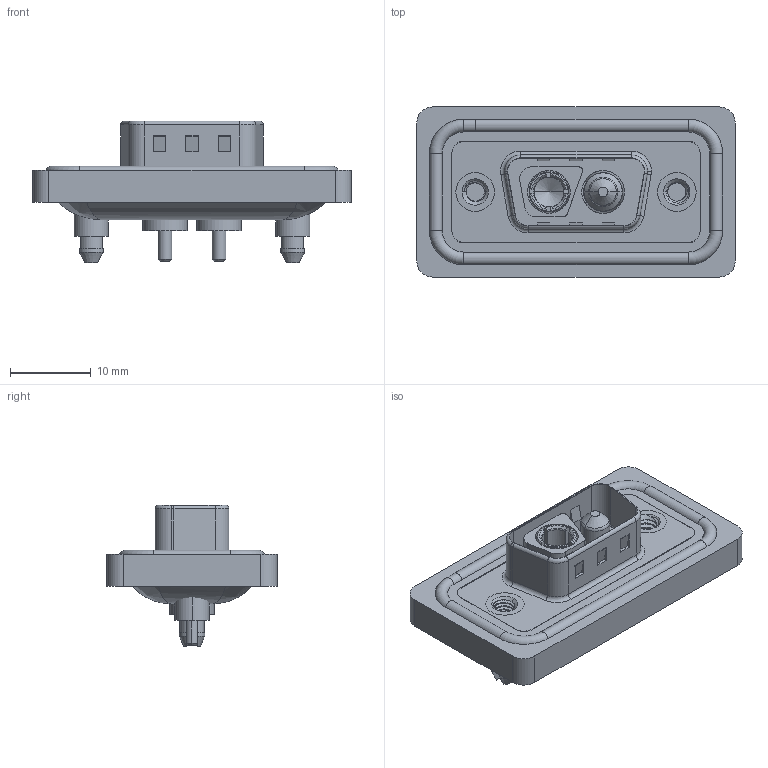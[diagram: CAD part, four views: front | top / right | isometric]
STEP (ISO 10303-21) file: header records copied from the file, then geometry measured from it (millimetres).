
FILE_DESCRIPTION (( 'STEP AP203' ), '1' );
FILE_NAME ('627W2WK2624-1ND.STEP', '2024-03-19T17:14:00', ( '' ), ( '' ), 'SwSTEP 2.0', 'SolidWorks 2023', '' );
FILE_SCHEMA (( 'CONFIG_CONTROL_DESIGN' ));
Length unit declared in the file: millimetre
Products named in the file (9): 627W2WK2624-1ND; 627Combo Shell Front_09 Contacts; Power Pin_10A S; 627Combo Shell Rear_09 Contacts; 627Combo Threaded Boardlock_D; 627Combo Waterproof Housing_09 Contacts; 627Combo Threaded Boardlock_5; 627Combo Housing_2WK2; Power Socket_10A S
Assembly tree (8 placements, depth 2):
  627W2WK2624-1ND
    627Combo Housing_2WK2
    627Combo Waterproof Housing_09 Contacts
    627Combo Shell Rear_09 Contacts
    627Combo Shell Front_09 Contacts
    627Combo Threaded Boardlock_D
    Power Socket_10A S
    Power Pin_10A S
    627Combo Threaded Boardlock_5
Bounding box: 39.5 x 21.1 x 17.6 mm (x, y, z)
Volume: 4659.3 mm3; surface area: 7653.2 mm2
Topology: 11 solids, 11 shells, 592 faces, 1478 edges, 930 vertices
Faces by surface type: cylinder 267, plane 205, torus 70, cone 37, bspline 13
Entity records: 22664 total; most frequent: CARTESIAN_POINT 7646, DIRECTION 3013, ORIENTED_EDGE 2928, EDGE_CURVE 1464, AXIS2_PLACEMENT_3D 1156, VERTEX_POINT 930, VECTOR 701, LINE 701
